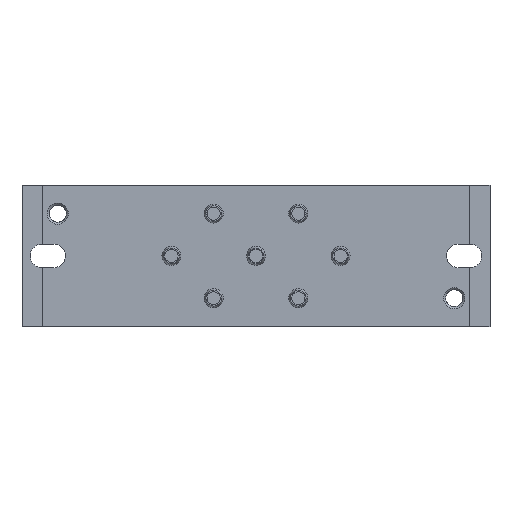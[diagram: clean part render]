
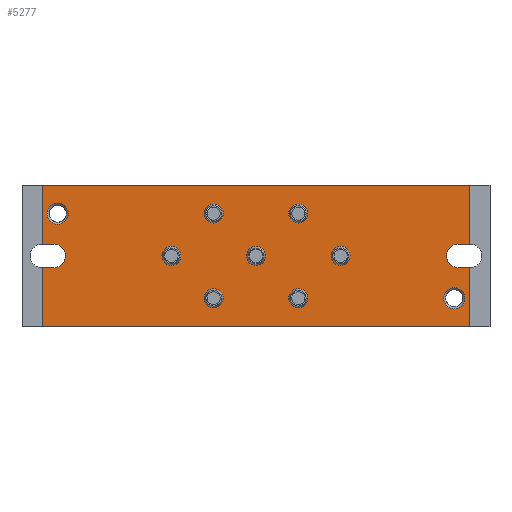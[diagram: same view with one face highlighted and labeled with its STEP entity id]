
A CAD part, front view. The second image highlights one B-rep face of the part: STEP entity #5277.
In plain terms, the highlighted planar face has unit normal (0, -1, 0).
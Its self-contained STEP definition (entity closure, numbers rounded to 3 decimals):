
#211=LINE('',#6990,#439);
#223=LINE('',#7015,#451);
#309=LINE('',#7924,#537);
#310=LINE('',#7929,#538);
#311=LINE('',#7931,#539);
#312=LINE('',#7932,#540);
#313=LINE('',#7934,#541);
#314=LINE('',#7938,#542);
#315=LINE('',#7940,#543);
#316=LINE('',#7941,#544);
#439=VECTOR('',#5907,1000.);
#451=VECTOR('',#5921,1000.);
#537=VECTOR('',#6309,1000.);
#538=VECTOR('',#6312,1000.);
#539=VECTOR('',#6313,1000.);
#540=VECTOR('',#6314,1000.);
#541=VECTOR('',#6315,1000.);
#542=VECTOR('',#6318,1000.);
#543=VECTOR('',#6319,1000.);
#544=VECTOR('',#6320,1000.);
#997=ORIENTED_EDGE('',*,*,#1963,.F.);
#998=ORIENTED_EDGE('',*,*,#1964,.F.);
#999=ORIENTED_EDGE('',*,*,#1965,.F.);
#1000=ORIENTED_EDGE('',*,*,#1966,.F.);
#1001=ORIENTED_EDGE('',*,*,#1967,.F.);
#1002=ORIENTED_EDGE('',*,*,#1968,.F.);
#1003=ORIENTED_EDGE('',*,*,#1969,.F.);
#1004=ORIENTED_EDGE('',*,*,#1970,.F.);
#1005=ORIENTED_EDGE('',*,*,#1971,.F.);
#1006=ORIENTED_EDGE('',*,*,#1972,.F.);
#1007=ORIENTED_EDGE('',*,*,#1973,.F.);
#1008=ORIENTED_EDGE('',*,*,#1974,.F.);
#1009=ORIENTED_EDGE('',*,*,#1975,.F.);
#1010=ORIENTED_EDGE('',*,*,#1681,.F.);
#1011=ORIENTED_EDGE('',*,*,#1976,.T.);
#1012=ORIENTED_EDGE('',*,*,#1977,.F.);
#1013=ORIENTED_EDGE('',*,*,#1978,.F.);
#1014=ORIENTED_EDGE('',*,*,#1979,.F.);
#1015=ORIENTED_EDGE('',*,*,#1980,.T.);
#1016=ORIENTED_EDGE('',*,*,#1693,.T.);
#1017=ORIENTED_EDGE('',*,*,#1981,.F.);
#1681=EDGE_CURVE('',#2187,#2188,#211,.T.);
#1693=EDGE_CURVE('',#2200,#2199,#223,.T.);
#1963=EDGE_CURVE('',#2415,#2415,#2639,.T.);
#1964=EDGE_CURVE('',#2416,#2416,#2640,.T.);
#1965=EDGE_CURVE('',#2417,#2417,#2641,.T.);
#1966=EDGE_CURVE('',#2418,#2418,#2642,.T.);
#1967=EDGE_CURVE('',#2419,#2419,#2643,.T.);
#1968=EDGE_CURVE('',#2420,#2420,#2644,.T.);
#1969=EDGE_CURVE('',#2421,#2421,#2645,.T.);
#1970=EDGE_CURVE('',#2422,#2422,#2646,.T.);
#1971=EDGE_CURVE('',#2423,#2423,#2647,.T.);
#1972=EDGE_CURVE('',#2424,#2425,#309,.T.);
#1973=EDGE_CURVE('',#2426,#2424,#2648,.F.);
#1974=EDGE_CURVE('',#2427,#2426,#310,.T.);
#1975=EDGE_CURVE('',#2188,#2427,#311,.T.);
#1976=EDGE_CURVE('',#2187,#2428,#312,.T.);
#1977=EDGE_CURVE('',#2429,#2428,#313,.T.);
#1978=EDGE_CURVE('',#2430,#2429,#2649,.F.);
#1979=EDGE_CURVE('',#2431,#2430,#314,.T.);
#1980=EDGE_CURVE('',#2431,#2200,#315,.T.);
#1981=EDGE_CURVE('',#2425,#2199,#316,.T.);
#2187=VERTEX_POINT('',#6989);
#2188=VERTEX_POINT('',#6991);
#2199=VERTEX_POINT('',#7014);
#2200=VERTEX_POINT('',#7016);
#2415=VERTEX_POINT('',#7907);
#2416=VERTEX_POINT('',#7909);
#2417=VERTEX_POINT('',#7911);
#2418=VERTEX_POINT('',#7913);
#2419=VERTEX_POINT('',#7915);
#2420=VERTEX_POINT('',#7917);
#2421=VERTEX_POINT('',#7919);
#2422=VERTEX_POINT('',#7921);
#2423=VERTEX_POINT('',#7923);
#2424=VERTEX_POINT('',#7925);
#2425=VERTEX_POINT('',#7926);
#2426=VERTEX_POINT('',#7928);
#2427=VERTEX_POINT('',#7930);
#2428=VERTEX_POINT('',#7933);
#2429=VERTEX_POINT('',#7935);
#2430=VERTEX_POINT('',#7937);
#2431=VERTEX_POINT('',#7939);
#2639=CIRCLE('',#5616,2.);
#2640=CIRCLE('',#5617,1.8);
#2641=CIRCLE('',#5618,1.8);
#2642=CIRCLE('',#5619,2.);
#2643=CIRCLE('',#5620,1.8);
#2644=CIRCLE('',#5621,1.8);
#2645=CIRCLE('',#5622,1.8);
#2646=CIRCLE('',#5623,1.8);
#2647=CIRCLE('',#5624,1.8);
#2648=CIRCLE('',#5625,2.2);
#2649=CIRCLE('',#5626,2.2);
#2808=EDGE_LOOP('',(#997));
#2809=EDGE_LOOP('',(#998));
#2810=EDGE_LOOP('',(#999));
#2811=EDGE_LOOP('',(#1000));
#2812=EDGE_LOOP('',(#1001));
#2813=EDGE_LOOP('',(#1002));
#2814=EDGE_LOOP('',(#1003));
#2815=EDGE_LOOP('',(#1004));
#2816=EDGE_LOOP('',(#1005));
#2817=EDGE_LOOP('',(#1006,#1007,#1008,#1009,#1010,#1011,#1012,#1013,#1014,
#1015,#1016,#1017));
#3156=FACE_BOUND('',#2808,.T.);
#3157=FACE_BOUND('',#2809,.T.);
#3158=FACE_BOUND('',#2810,.T.);
#3159=FACE_BOUND('',#2811,.T.);
#3160=FACE_BOUND('',#2812,.T.);
#3161=FACE_BOUND('',#2813,.T.);
#3162=FACE_BOUND('',#2814,.T.);
#3163=FACE_BOUND('',#2815,.T.);
#3164=FACE_BOUND('',#2816,.T.);
#3165=FACE_BOUND('',#2817,.T.);
#3444=PLANE('',#5615);
#5277=ADVANCED_FACE('',(#3156,#3157,#3158,#3159,#3160,#3161,#3162,#3163,
#3164,#3165),#3444,.F.);
#5615=AXIS2_PLACEMENT_3D('',#7905,#6289,#6290);
#5616=AXIS2_PLACEMENT_3D('',#7906,#6291,#6292);
#5617=AXIS2_PLACEMENT_3D('',#7908,#6293,#6294);
#5618=AXIS2_PLACEMENT_3D('',#7910,#6295,#6296);
#5619=AXIS2_PLACEMENT_3D('',#7912,#6297,#6298);
#5620=AXIS2_PLACEMENT_3D('',#7914,#6299,#6300);
#5621=AXIS2_PLACEMENT_3D('',#7916,#6301,#6302);
#5622=AXIS2_PLACEMENT_3D('',#7918,#6303,#6304);
#5623=AXIS2_PLACEMENT_3D('',#7920,#6305,#6306);
#5624=AXIS2_PLACEMENT_3D('',#7922,#6307,#6308);
#5625=AXIS2_PLACEMENT_3D('',#7927,#6310,#6311);
#5626=AXIS2_PLACEMENT_3D('',#7936,#6316,#6317);
#5907=DIRECTION('',(1.,0.,0.));
#5921=DIRECTION('',(1.,0.,0.));
#6289=DIRECTION('',(0.,1.,0.));
#6290=DIRECTION('',(0.,0.,1.));
#6291=DIRECTION('',(0.,-1.,0.));
#6292=DIRECTION('',(0.,0.,-1.));
#6293=DIRECTION('',(0.,-1.,0.));
#6294=DIRECTION('',(0.,0.,-1.));
#6295=DIRECTION('',(0.,-1.,0.));
#6296=DIRECTION('',(0.,0.,-1.));
#6297=DIRECTION('',(0.,-1.,0.));
#6298=DIRECTION('',(0.,0.,-1.));
#6299=DIRECTION('',(0.,-1.,0.));
#6300=DIRECTION('',(0.,0.,-1.));
#6301=DIRECTION('',(0.,-1.,0.));
#6302=DIRECTION('',(0.,0.,-1.));
#6303=DIRECTION('',(0.,-1.,0.));
#6304=DIRECTION('',(0.,0.,-1.));
#6305=DIRECTION('',(0.,-1.,0.));
#6306=DIRECTION('',(0.,0.,-1.));
#6307=DIRECTION('',(0.,-1.,0.));
#6308=DIRECTION('',(0.,0.,-1.));
#6309=DIRECTION('',(1.,0.,0.));
#6310=DIRECTION('',(0.,1.,0.));
#6311=DIRECTION('',(0.,0.,1.));
#6312=DIRECTION('',(-1.,0.,0.));
#6313=DIRECTION('',(0.,0.,-1.));
#6314=DIRECTION('',(0.,0.,-1.));
#6315=DIRECTION('',(-1.,0.,0.));
#6316=DIRECTION('',(0.,1.,0.));
#6317=DIRECTION('',(0.,0.,1.));
#6318=DIRECTION('',(1.,0.,0.));
#6319=DIRECTION('',(0.,0.,-1.));
#6320=DIRECTION('',(0.,0.,-1.));
#6989=CARTESIAN_POINT('',(-40.4,0.,13.4));
#6990=CARTESIAN_POINT('',(-40.4,0.,13.4));
#6991=CARTESIAN_POINT('',(40.4,0.,13.4));
#7014=CARTESIAN_POINT('',(40.4,0.,-13.4));
#7015=CARTESIAN_POINT('',(-40.4,0.,-13.4));
#7016=CARTESIAN_POINT('',(-40.4,0.,-13.4));
#7905=CARTESIAN_POINT('',(-40.4,0.,13.4));
#7906=CARTESIAN_POINT('',(37.5,0.,-8.));
#7907=CARTESIAN_POINT('',(37.5,0.,-10.));
#7908=CARTESIAN_POINT('',(8.,0.,-8.));
#7909=CARTESIAN_POINT('',(8.,0.,-9.8));
#7910=CARTESIAN_POINT('',(-8.,0.,-8.));
#7911=CARTESIAN_POINT('',(-8.,0.,-9.8));
#7912=CARTESIAN_POINT('',(-37.5,0.,8.));
#7913=CARTESIAN_POINT('',(-37.5,0.,6.));
#7914=CARTESIAN_POINT('',(-8.,0.,8.));
#7915=CARTESIAN_POINT('',(-8.,0.,6.2));
#7916=CARTESIAN_POINT('',(8.,0.,8.));
#7917=CARTESIAN_POINT('',(8.,0.,6.2));
#7918=CARTESIAN_POINT('',(16.,0.,0.));
#7919=CARTESIAN_POINT('',(16.,0.,-1.8));
#7920=CARTESIAN_POINT('',(-16.,0.,0.));
#7921=CARTESIAN_POINT('',(-16.,0.,-1.8));
#7922=CARTESIAN_POINT('',(0.,0.,0.));
#7923=CARTESIAN_POINT('',(0.,0.,-1.8));
#7924=CARTESIAN_POINT('',(-40.4,0.,-2.2));
#7925=CARTESIAN_POINT('',(38.2,0.,-2.2));
#7926=CARTESIAN_POINT('',(40.4,0.,-2.2));
#7927=CARTESIAN_POINT('',(38.2,0.,0.));
#7928=CARTESIAN_POINT('',(38.2,0.,2.2));
#7929=CARTESIAN_POINT('',(-40.4,0.,2.2));
#7930=CARTESIAN_POINT('',(40.4,0.,2.2));
#7931=CARTESIAN_POINT('',(40.4,0.,13.4));
#7932=CARTESIAN_POINT('',(-40.4,0.,13.4));
#7933=CARTESIAN_POINT('',(-40.4,0.,2.2));
#7934=CARTESIAN_POINT('',(-40.4,0.,2.2));
#7935=CARTESIAN_POINT('',(-38.2,0.,2.2));
#7936=CARTESIAN_POINT('',(-38.2,0.,0.));
#7937=CARTESIAN_POINT('',(-38.2,0.,-2.2));
#7938=CARTESIAN_POINT('',(-40.4,0.,-2.2));
#7939=CARTESIAN_POINT('',(-40.4,0.,-2.2));
#7940=CARTESIAN_POINT('',(-40.4,0.,13.4));
#7941=CARTESIAN_POINT('',(40.4,0.,13.4));
